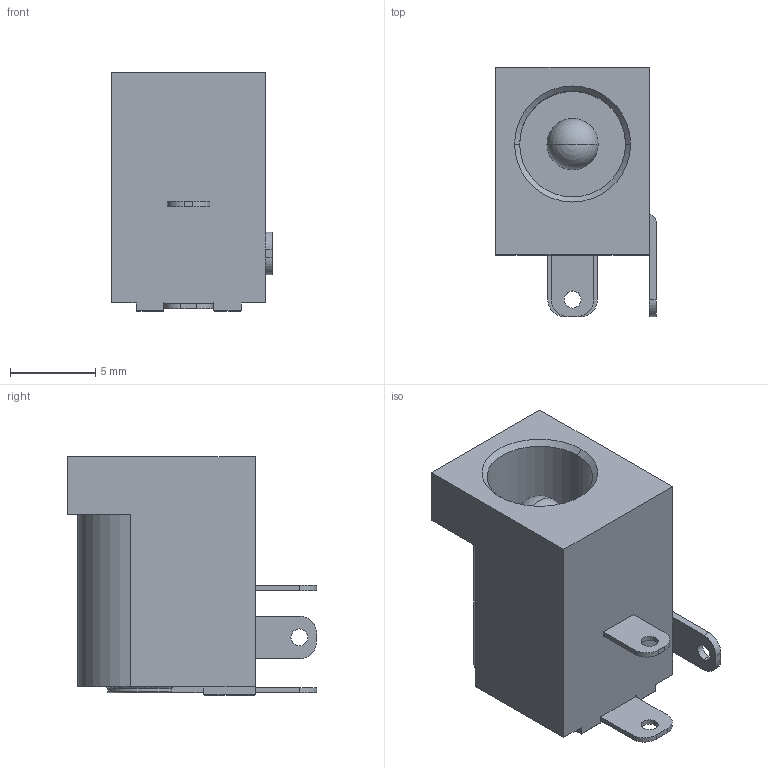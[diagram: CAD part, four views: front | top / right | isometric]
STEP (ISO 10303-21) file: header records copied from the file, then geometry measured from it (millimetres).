
FILE_DESCRIPTION((''),'2;1');
FILE_NAME('DC-005-5A-20','2020-02-28T',('Administrator'),(''),'PRO/ENGINEER BY PARAMETRIC TECHNOLOGY CORPORATION, 2010280','PRO/ENGINEER BY PARAMETRIC TECHNOLOGY CORPORATION, 2010280','');
FILE_SCHEMA(('CONFIG_CONTROL_DESIGN'));
Length unit declared in the file: millimetre
Products named in the file (1): DC-005-5A-20
Bounding box: 9.4 x 14.6 x 14 mm (x, y, z)
Volume: 952.5 mm3; surface area: 1032.6 mm2
Topology: 1 solids, 1 shells, 71 faces, 182 edges, 115 vertices
Faces by surface type: plane 34, cylinder 27, torus 6, cone 2, sphere 2
Entity records: 2230 total; most frequent: CARTESIAN_POINT 442, DIRECTION 364, ORIENTED_EDGE 360, EDGE_CURVE 180, AXIS2_PLACEMENT_3D 125, VERTEX_POINT 115, VECTOR 114, LINE 114
